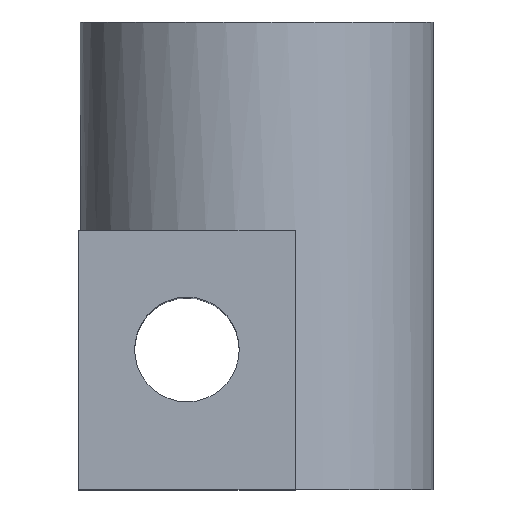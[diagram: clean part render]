
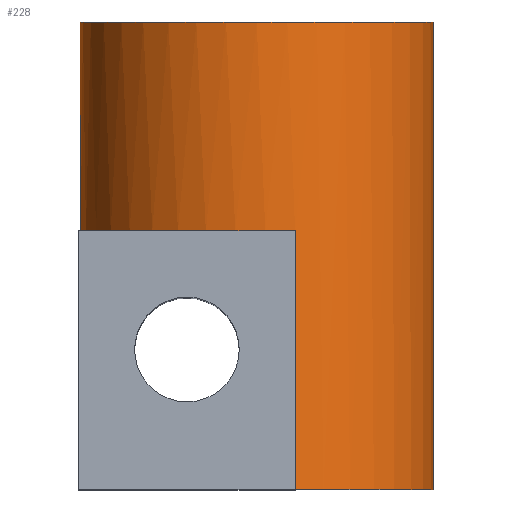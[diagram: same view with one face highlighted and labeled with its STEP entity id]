
A CAD part, top view. The second image highlights one B-rep face of the part: STEP entity #228.
In plain terms, the highlighted cylindrical face has radius 16.066 mm (diameter 32.131 mm), a full revolution.
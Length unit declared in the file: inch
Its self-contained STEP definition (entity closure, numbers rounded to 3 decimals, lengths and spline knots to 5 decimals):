
#15=CYLINDRICAL_SURFACE('',#258,0.6325);
#28=FACE_OUTER_BOUND('',#42,.T.);
#42=EDGE_LOOP('',(#171,#172,#173,#174,#175,#176,#177,#178));
#60=LINE('',#358,#80);
#65=LINE('',#372,#85);
#66=LINE('',#375,#86);
#80=VECTOR('',#287,0.3937);
#85=VECTOR('',#300,0.3937);
#86=VECTOR('',#303,0.6325);
#95=CIRCLE('',#252,0.6325);
#96=CIRCLE('',#255,0.6325);
#98=CIRCLE('',#259,0.6325);
#99=CIRCLE('',#260,0.6325);
#105=VERTEX_POINT('',#344);
#106=VERTEX_POINT('',#345);
#111=VERTEX_POINT('',#357);
#113=VERTEX_POINT('',#363);
#116=VERTEX_POINT('',#370);
#117=VERTEX_POINT('',#374);
#125=EDGE_CURVE('',#105,#106,#95,.T.);
#131=EDGE_CURVE('',#105,#111,#60,.T.);
#134=EDGE_CURVE('',#113,#113,#96,.T.);
#138=EDGE_CURVE('',#106,#116,#65,.T.);
#139=EDGE_CURVE('',#113,#117,#66,.T.);
#140=EDGE_CURVE('',#111,#117,#98,.T.);
#141=EDGE_CURVE('',#117,#116,#99,.T.);
#171=ORIENTED_EDGE('',*,*,#134,.F.);
#172=ORIENTED_EDGE('',*,*,#139,.T.);
#173=ORIENTED_EDGE('',*,*,#140,.F.);
#174=ORIENTED_EDGE('',*,*,#131,.F.);
#175=ORIENTED_EDGE('',*,*,#125,.T.);
#176=ORIENTED_EDGE('',*,*,#138,.T.);
#177=ORIENTED_EDGE('',*,*,#141,.F.);
#178=ORIENTED_EDGE('',*,*,#139,.F.);
#228=ADVANCED_FACE('',(#28),#15,.T.);
#252=AXIS2_PLACEMENT_3D('',#346,#278,#279);
#255=AXIS2_PLACEMENT_3D('',#364,#292,#293);
#258=AXIS2_PLACEMENT_3D('',#373,#301,#302);
#259=AXIS2_PLACEMENT_3D('',#376,#304,#305);
#260=AXIS2_PLACEMENT_3D('',#377,#306,#307);
#278=DIRECTION('center_axis',(0.,1.,0.));
#279=DIRECTION('ref_axis',(-1.,0.,0.));
#287=DIRECTION('',(0.,-1.,0.));
#292=DIRECTION('center_axis',(0.,1.,0.));
#293=DIRECTION('ref_axis',(-1.,0.,0.));
#300=DIRECTION('',(0.,-1.,0.));
#301=DIRECTION('center_axis',(0.,-1.,0.));
#302=DIRECTION('ref_axis',(-1.,0.,0.));
#303=DIRECTION('',(0.,-1.,0.));
#304=DIRECTION('center_axis',(0.,-1.,0.));
#305=DIRECTION('ref_axis',(-1.,0.,0.));
#306=DIRECTION('center_axis',(0.,-1.,0.));
#307=DIRECTION('ref_axis',(-1.,0.,0.));
#344=CARTESIAN_POINT('',(-0.6125,0.925,-1.93487));
#345=CARTESIAN_POINT('',(-0.6125,0.925,-0.70013));
#346=CARTESIAN_POINT('Origin',(-0.75,0.925,-1.3175));
#357=CARTESIAN_POINT('',(-0.6125,0.,-1.93487));
#358=CARTESIAN_POINT('',(-0.6125,1.675,-1.93487));
#363=CARTESIAN_POINT('',(-0.1175,1.675,-1.3175));
#364=CARTESIAN_POINT('Origin',(-0.75,1.675,-1.3175));
#370=CARTESIAN_POINT('',(-0.6125,0.,-0.70013));
#372=CARTESIAN_POINT('',(-0.6125,1.675,-0.70013));
#373=CARTESIAN_POINT('Origin',(-0.75,1.675,-1.3175));
#374=CARTESIAN_POINT('',(-0.1175,0.,-1.3175));
#375=CARTESIAN_POINT('',(-0.1175,1.675,-1.3175));
#376=CARTESIAN_POINT('Origin',(-0.75,0.,-1.3175));
#377=CARTESIAN_POINT('Origin',(-0.75,0.,-1.3175));
